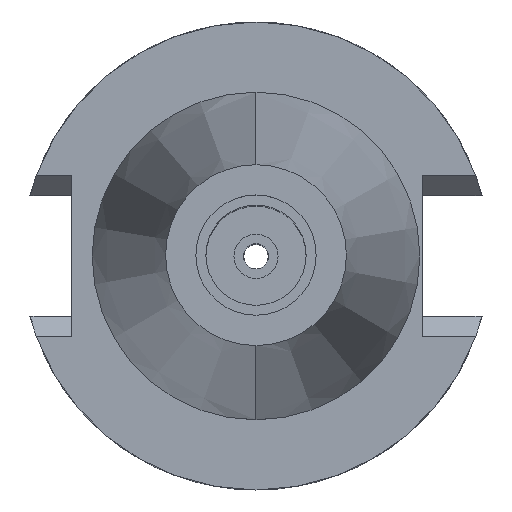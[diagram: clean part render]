
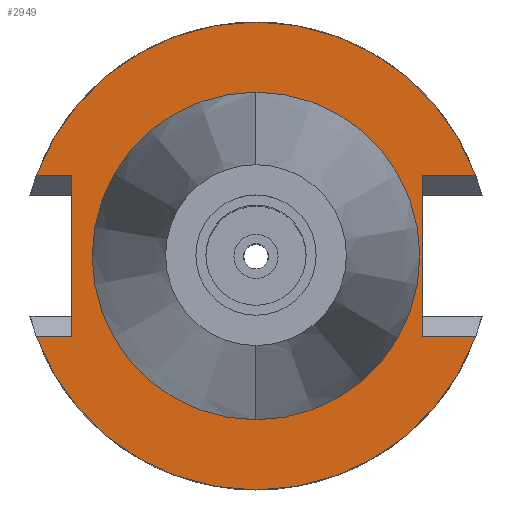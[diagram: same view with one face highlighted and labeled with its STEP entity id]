
A CAD part, top view. The second image highlights one B-rep face of the part: STEP entity #2949.
In plain terms, the highlighted planar face has unit normal (0, 0, 1).
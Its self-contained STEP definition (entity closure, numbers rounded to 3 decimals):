
#14 = CIRCLE ( 'NONE', #1810, 31.75 ) ;
#17 = EDGE_CURVE ( 'NONE', #1673, #2498, #2413, .T. ) ;
#61 = ORIENTED_EDGE ( 'NONE', *, *, #17, .F. ) ;
#90 = DIRECTION ( 'NONE',  ( 0., 1., 0. ) ) ;
#150 = EDGE_CURVE ( 'NONE', #187, #2203, #986, .T. ) ;
#151 = LINE ( 'NONE', #1127, #1354 ) ;
#187 = VERTEX_POINT ( 'NONE', #2719 ) ;
#193 = DIRECTION ( 'NONE',  ( 0., 0., -1. ) ) ;
#239 = EDGE_CURVE ( 'NONE', #187, #2371, #353, .T. ) ;
#272 = EDGE_CURVE ( 'NONE', #1165, #2827, #461, .T. ) ;
#339 = CARTESIAN_POINT ( 'NONE',  ( 0., 0., -1. ) ) ;
#353 = LINE ( 'NONE', #1540, #2174 ) ;
#437 = CARTESIAN_POINT ( 'NONE',  ( 0., 0., -1. ) ) ;
#459 = EDGE_CURVE ( 'NONE', #2827, #1165, #1856, .T. ) ;
#461 = CIRCLE ( 'NONE', #828, 22.225 ) ;
#489 = ORIENTED_EDGE ( 'NONE', *, *, #239, .F. ) ;
#548 = CARTESIAN_POINT ( 'NONE',  ( 29.824, 10.89, -1. ) ) ;
#630 = CARTESIAN_POINT ( 'NONE',  ( 0., 22.225, -1. ) ) ;
#632 = DIRECTION ( 'NONE',  ( 0., -1., 0. ) ) ;
#662 = VERTEX_POINT ( 'NONE', #2945 ) ;
#703 = EDGE_CURVE ( 'NONE', #2371, #901, #14, .T. ) ;
#791 = CIRCLE ( 'NONE', #1716, 31.75 ) ;
#828 = AXIS2_PLACEMENT_3D ( 'NONE', #339, #2045, #90 ) ;
#884 = AXIS2_PLACEMENT_3D ( 'NONE', #437, #3086, #632 ) ;
#895 = ORIENTED_EDGE ( 'NONE', *, *, #1113, .T. ) ;
#901 = VERTEX_POINT ( 'NONE', #548 ) ;
#986 = LINE ( 'NONE', #1515, #2148 ) ;
#999 = CARTESIAN_POINT ( 'NONE',  ( 0., 0., -1. ) ) ;
#1032 = EDGE_CURVE ( 'NONE', #2203, #1362, #2131, .T. ) ;
#1048 = CARTESIAN_POINT ( 'NONE',  ( 22.57, -10.89, -1. ) ) ;
#1113 = EDGE_CURVE ( 'NONE', #662, #901, #151, .T. ) ;
#1127 = CARTESIAN_POINT ( 'NONE',  ( 22.57, 10.89, -1. ) ) ;
#1165 = VERTEX_POINT ( 'NONE', #630 ) ;
#1217 = LINE ( 'NONE', #2475, #1451 ) ;
#1348 = DIRECTION ( 'NONE',  ( -1., 0., 0. ) ) ;
#1354 = VECTOR ( 'NONE', #2115, 1000. ) ;
#1362 = VERTEX_POINT ( 'NONE', #2638 ) ;
#1378 = CARTESIAN_POINT ( 'NONE',  ( 22.57, -10.89, -1. ) ) ;
#1428 = VECTOR ( 'NONE', #3160, 1000. ) ;
#1451 = VECTOR ( 'NONE', #1952, 1000. ) ;
#1488 = CARTESIAN_POINT ( 'NONE',  ( -24.98, -10.89, -1. ) ) ;
#1497 = DIRECTION ( 'NONE',  ( 0., 0., -1. ) ) ;
#1512 = VECTOR ( 'NONE', #1348, 1000. ) ;
#1515 = CARTESIAN_POINT ( 'NONE',  ( -24.98, 10.89, -1. ) ) ;
#1540 = CARTESIAN_POINT ( 'NONE',  ( -24.98, 10.89, -1. ) ) ;
#1558 = EDGE_LOOP ( 'NONE', ( #895, #2769, #489, #2884, #3054, #2114, #61, #2425 ) ) ;
#1597 = CARTESIAN_POINT ( 'NONE',  ( -24.98, -10.89, -1. ) ) ;
#1655 = EDGE_LOOP ( 'NONE', ( #2796, #2367 ) ) ;
#1666 = CARTESIAN_POINT ( 'NONE',  ( 0., 0., -1. ) ) ;
#1673 = VERTEX_POINT ( 'NONE', #1048 ) ;
#1675 = CARTESIAN_POINT ( 'NONE',  ( 29.824, -10.89, -1. ) ) ;
#1716 = AXIS2_PLACEMENT_3D ( 'NONE', #2616, #193, #3088 ) ;
#1810 = AXIS2_PLACEMENT_3D ( 'NONE', #999, #1497, #2211 ) ;
#1856 = CIRCLE ( 'NONE', #884, 22.225 ) ;
#1952 = DIRECTION ( 'NONE',  ( 0., -1., 0. ) ) ;
#1989 = DIRECTION ( 'NONE',  ( 0., -1., 0. ) ) ;
#2045 = DIRECTION ( 'NONE',  ( 0., 0., 1. ) ) ;
#2114 = ORIENTED_EDGE ( 'NONE', *, *, #2299, .F. ) ;
#2115 = DIRECTION ( 'NONE',  ( 1., 0., 0. ) ) ;
#2131 = LINE ( 'NONE', #1597, #1512 ) ;
#2137 = CARTESIAN_POINT ( 'NONE',  ( 0., -22.225, -1. ) ) ;
#2148 = VECTOR ( 'NONE', #1989, 1000. ) ;
#2174 = VECTOR ( 'NONE', #2800, 1000. ) ;
#2203 = VERTEX_POINT ( 'NONE', #1488 ) ;
#2209 = FACE_BOUND ( 'NONE', #1655, .T. ) ;
#2211 = DIRECTION ( 'NONE',  ( 0., 1., 0. ) ) ;
#2299 = EDGE_CURVE ( 'NONE', #2498, #1362, #791, .T. ) ;
#2367 = ORIENTED_EDGE ( 'NONE', *, *, #459, .F. ) ;
#2371 = VERTEX_POINT ( 'NONE', #2387 ) ;
#2387 = CARTESIAN_POINT ( 'NONE',  ( -29.824, 10.89, -1. ) ) ;
#2413 = LINE ( 'NONE', #1378, #1428 ) ;
#2425 = ORIENTED_EDGE ( 'NONE', *, *, #3022, .F. ) ;
#2475 = CARTESIAN_POINT ( 'NONE',  ( 22.57, 10.89, -1. ) ) ;
#2498 = VERTEX_POINT ( 'NONE', #1675 ) ;
#2616 = CARTESIAN_POINT ( 'NONE',  ( 0., 0., -1. ) ) ;
#2638 = CARTESIAN_POINT ( 'NONE',  ( -29.824, -10.89, -1. ) ) ;
#2695 = PLANE ( 'NONE',  #2914 ) ;
#2719 = CARTESIAN_POINT ( 'NONE',  ( -24.98, 10.89, -1. ) ) ;
#2769 = ORIENTED_EDGE ( 'NONE', *, *, #703, .F. ) ;
#2796 = ORIENTED_EDGE ( 'NONE', *, *, #272, .F. ) ;
#2800 = DIRECTION ( 'NONE',  ( -1., 0., 0. ) ) ;
#2827 = VERTEX_POINT ( 'NONE', #2137 ) ;
#2884 = ORIENTED_EDGE ( 'NONE', *, *, #150, .T. ) ;
#2914 = AXIS2_PLACEMENT_3D ( 'NONE', #1666, #2928, #3154 ) ;
#2928 = DIRECTION ( 'NONE',  ( 0., 0., -1. ) ) ;
#2945 = CARTESIAN_POINT ( 'NONE',  ( 22.57, 10.89, -1. ) ) ;
#2949 = ADVANCED_FACE ( 'NONE', ( #3172, #2209 ), #2695, .F. ) ;
#3022 = EDGE_CURVE ( 'NONE', #662, #1673, #1217, .T. ) ;
#3054 = ORIENTED_EDGE ( 'NONE', *, *, #1032, .T. ) ;
#3086 = DIRECTION ( 'NONE',  ( 0., 0., 1. ) ) ;
#3088 = DIRECTION ( 'NONE',  ( 0., -1., 0. ) ) ;
#3154 = DIRECTION ( 'NONE',  ( 0., -1., 0. ) ) ;
#3160 = DIRECTION ( 'NONE',  ( 1., 0., 0. ) ) ;
#3172 = FACE_OUTER_BOUND ( 'NONE', #1558, .T. ) ;
